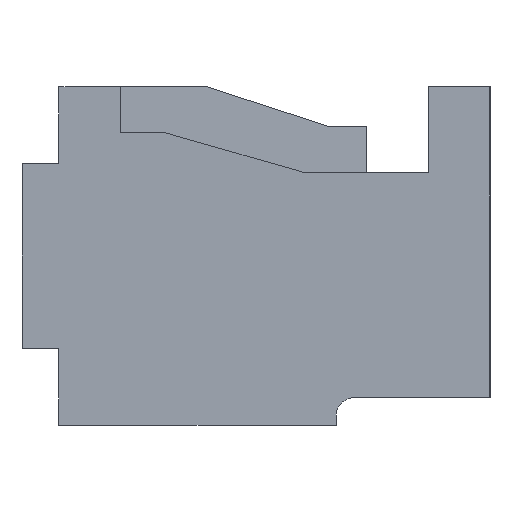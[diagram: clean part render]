
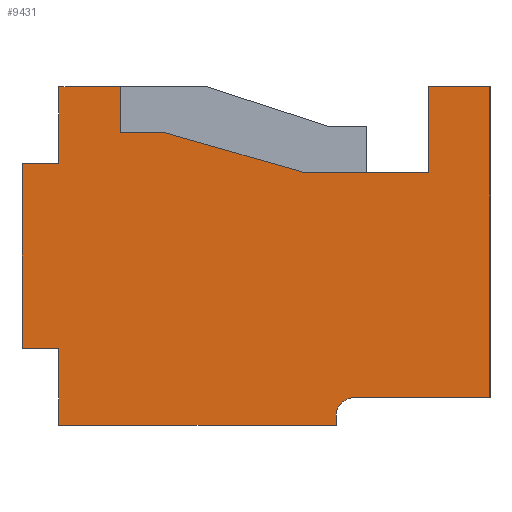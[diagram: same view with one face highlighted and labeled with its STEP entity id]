
A CAD part, left-side view. The second image highlights one B-rep face of the part: STEP entity #9431.
In plain terms, the highlighted planar face has unit normal (-1, 0, 0).
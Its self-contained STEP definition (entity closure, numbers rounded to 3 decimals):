
#13=DIRECTION('',(0.,-1.,0.));
#14=VECTOR('',#13,2.25);
#15=CARTESIAN_POINT('',(-11.2,1.6,-1.375));
#16=LINE('',#15,#14);
#17=DIRECTION('',(0.,0.,1.));
#18=VECTOR('',#17,0.075);
#19=CARTESIAN_POINT('',(-11.2,-0.65,-1.375));
#20=LINE('',#19,#18);
#21=DIRECTION('',(0.,0.,1.));
#22=VECTOR('',#21,0.625);
#23=CARTESIAN_POINT('',(-11.2,1.6,-1.375));
#24=LINE('',#23,#22);
#25=DIRECTION('',(0.,-1.,0.));
#26=VECTOR('',#25,0.3);
#27=CARTESIAN_POINT('',(-11.2,1.9,-0.75));
#28=LINE('',#27,#26);
#29=DIRECTION('',(0.,0.,1.));
#30=VECTOR('',#29,1.5);
#31=CARTESIAN_POINT('',(-11.2,1.9,-0.75));
#32=LINE('',#31,#30);
#33=DIRECTION('',(0.,-1.,0.));
#34=VECTOR('',#33,0.3);
#35=CARTESIAN_POINT('',(-11.2,1.9,0.75));
#36=LINE('',#35,#34);
#37=DIRECTION('',(0.,0.,-1.));
#38=VECTOR('',#37,0.625);
#39=CARTESIAN_POINT('',(-11.2,1.6,1.375));
#40=LINE('',#39,#38);
#41=DIRECTION('',(0.,0.,-1.));
#42=VECTOR('',#41,0.375);
#43=CARTESIAN_POINT('',(-11.2,1.1,1.375));
#44=LINE('',#43,#42);
#45=DIRECTION('',(0.,1.,0.));
#46=VECTOR('',#45,0.367);
#47=CARTESIAN_POINT('',(-11.2,0.733,1.));
#48=LINE('',#47,#46);
#49=DIRECTION('',(0.,0.961,0.276));
#50=VECTOR('',#49,1.179);
#51=CARTESIAN_POINT('',(-11.2,-0.4,0.675));
#52=LINE('',#51,#50);
#53=DIRECTION('',(0.,1.,0.));
#54=VECTOR('',#53,1.);
#55=CARTESIAN_POINT('',(-11.2,-1.4,0.675));
#56=LINE('',#55,#54);
#57=DIRECTION('',(0.,0.,-1.));
#58=VECTOR('',#57,0.7);
#59=CARTESIAN_POINT('',(-11.2,-1.4,1.375));
#60=LINE('',#59,#58);
#61=DIRECTION('',(0.,1.,0.));
#62=VECTOR('',#61,1.1);
#63=CARTESIAN_POINT('',(-11.2,-1.9,-1.15));
#64=LINE('',#63,#62);
#65=CARTESIAN_POINT('',(-11.2,-0.8,-1.3));
#66=DIRECTION('',(1.,0.,0.));
#67=DIRECTION('',(0.,1.,0.));
#68=AXIS2_PLACEMENT_3D('',#65,#66,#67);
#1493=DIRECTION('',(0.,0.,1.));
#1494=VECTOR('',#1493,2.525);
#1495=CARTESIAN_POINT('',(-11.2,-1.9,-1.15));
#1496=LINE('',#1495,#1494);
#1577=DIRECTION('',(0.,-1.,0.));
#1578=VECTOR('',#1577,0.5);
#1579=CARTESIAN_POINT('',(-11.2,1.6,1.375));
#1580=LINE('',#1579,#1578);
#1933=DIRECTION('',(0.,-1.,0.));
#1934=VECTOR('',#1933,0.5);
#1935=CARTESIAN_POINT('',(-11.2,-1.4,1.375));
#1936=LINE('',#1935,#1934);
#7049=CARTESIAN_POINT('',(-11.2,-1.9,1.375));
#7051=VERTEX_POINT('',#7049);
#7053=CARTESIAN_POINT('',(-11.2,1.6,-1.375));
#7055=VERTEX_POINT('',#7053);
#7057=CARTESIAN_POINT('',(-11.2,1.6,1.375));
#7059=VERTEX_POINT('',#7057);
#7061=CARTESIAN_POINT('',(-11.2,1.6,0.75));
#7062=VERTEX_POINT('',#7061);
#7063=CARTESIAN_POINT('',(-11.2,1.9,0.75));
#7064=VERTEX_POINT('',#7063);
#7065=CARTESIAN_POINT('',(-11.2,1.9,-0.75));
#7066=CARTESIAN_POINT('',(-11.2,1.6,-0.75));
#7067=VERTEX_POINT('',#7065);
#7068=VERTEX_POINT('',#7066);
#7147=CARTESIAN_POINT('',(-11.2,-1.4,1.375));
#7148=CARTESIAN_POINT('',(-11.2,-1.4,0.675));
#7149=VERTEX_POINT('',#7147);
#7150=VERTEX_POINT('',#7148);
#7151=CARTESIAN_POINT('',(-11.2,-0.4,0.675));
#7152=VERTEX_POINT('',#7151);
#7153=CARTESIAN_POINT('',(-11.2,0.733,1.));
#7154=VERTEX_POINT('',#7153);
#7155=CARTESIAN_POINT('',(-11.2,1.1,1.));
#7156=VERTEX_POINT('',#7155);
#7157=CARTESIAN_POINT('',(-11.2,1.1,1.375));
#7158=VERTEX_POINT('',#7157);
#8949=CARTESIAN_POINT('',(-11.2,-0.65,-1.375));
#8951=VERTEX_POINT('',#8949);
#8953=CARTESIAN_POINT('',(-11.2,-0.65,-1.3));
#8954=VERTEX_POINT('',#8953);
#8955=CARTESIAN_POINT('',(-11.2,-0.8,-1.15));
#8956=VERTEX_POINT('',#8955);
#8957=CARTESIAN_POINT('',(-11.2,-1.9,-1.15));
#8958=VERTEX_POINT('',#8957);
#9392=CARTESIAN_POINT('',(-11.2,1.9,-1.375));
#9393=DIRECTION('',(-1.,0.,0.));
#9394=DIRECTION('',(0.,-1.,0.));
#9395=AXIS2_PLACEMENT_3D('',#9392,#9393,#9394);
#9396=PLANE('',#9395);
#9397=ORIENTED_EDGE('',*,*,#9383,.F.);
#9398=ORIENTED_EDGE('',*,*,#9372,.F.);
#9400=ORIENTED_EDGE('',*,*,#9399,.T.);
#9402=ORIENTED_EDGE('',*,*,#9401,.F.);
#9404=ORIENTED_EDGE('',*,*,#9403,.T.);
#9406=ORIENTED_EDGE('',*,*,#9405,.T.);
#9408=ORIENTED_EDGE('',*,*,#9407,.F.);
#9410=ORIENTED_EDGE('',*,*,#9409,.T.);
#9412=ORIENTED_EDGE('',*,*,#9411,.T.);
#9414=ORIENTED_EDGE('',*,*,#9413,.F.);
#9416=ORIENTED_EDGE('',*,*,#9415,.F.);
#9418=ORIENTED_EDGE('',*,*,#9417,.F.);
#9420=ORIENTED_EDGE('',*,*,#9419,.F.);
#9422=ORIENTED_EDGE('',*,*,#9421,.T.);
#9424=ORIENTED_EDGE('',*,*,#9423,.F.);
#9426=ORIENTED_EDGE('',*,*,#9425,.T.);
#9428=ORIENTED_EDGE('',*,*,#9427,.F.);
#9429=EDGE_LOOP('',(#9397,#9398,#9400,#9402,#9404,#9406,#9408,#9410,#9412,#9414,
#9416,#9418,#9420,#9422,#9424,#9426,#9428));
#9430=FACE_OUTER_BOUND('',#9429,.F.);
#9431=ADVANCED_FACE('',(#9430),#9396,.T.);
#69=CIRCLE('',#68,0.15);
#9372=EDGE_CURVE('',#7055,#8951,#16,.T.);
#9383=EDGE_CURVE('',#8951,#8954,#20,.T.);
#9399=EDGE_CURVE('',#7055,#7068,#24,.T.);
#9401=EDGE_CURVE('',#7067,#7068,#28,.T.);
#9403=EDGE_CURVE('',#7067,#7064,#32,.T.);
#9405=EDGE_CURVE('',#7064,#7062,#36,.T.);
#9407=EDGE_CURVE('',#7059,#7062,#40,.T.);
#9409=EDGE_CURVE('',#7059,#7158,#1580,.T.);
#9411=EDGE_CURVE('',#7158,#7156,#44,.T.);
#9413=EDGE_CURVE('',#7154,#7156,#48,.T.);
#9415=EDGE_CURVE('',#7152,#7154,#52,.T.);
#9417=EDGE_CURVE('',#7150,#7152,#56,.T.);
#9419=EDGE_CURVE('',#7149,#7150,#60,.T.);
#9421=EDGE_CURVE('',#7149,#7051,#1936,.T.);
#9423=EDGE_CURVE('',#8958,#7051,#1496,.T.);
#9425=EDGE_CURVE('',#8958,#8956,#64,.T.);
#9427=EDGE_CURVE('',#8954,#8956,#69,.T.);
